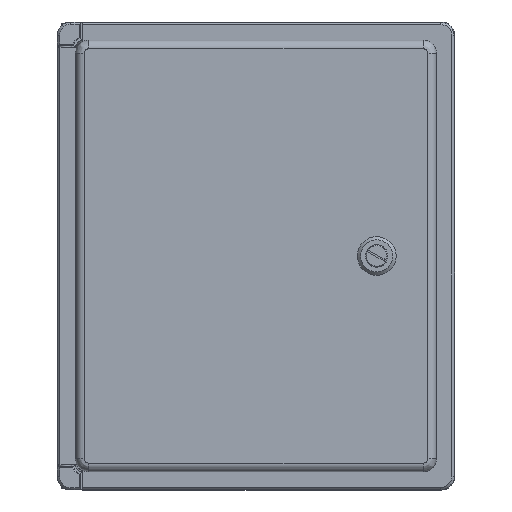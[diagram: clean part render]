
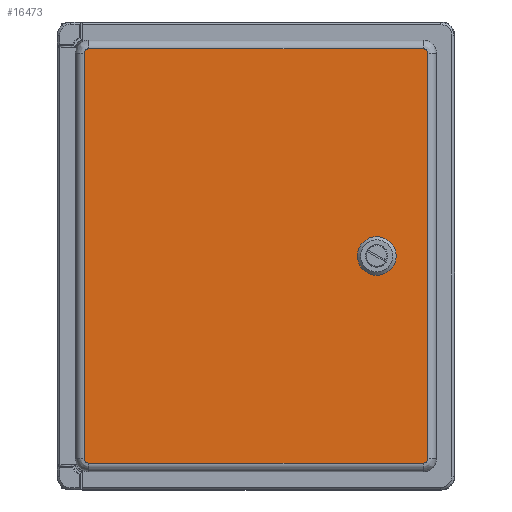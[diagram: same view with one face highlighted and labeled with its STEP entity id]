
A CAD part, top view. The second image highlights one B-rep face of the part: STEP entity #16473.
In plain terms, the highlighted planar face has unit normal (0, 0, 1).
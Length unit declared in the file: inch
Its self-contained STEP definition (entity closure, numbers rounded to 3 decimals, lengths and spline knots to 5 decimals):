
#764=FACE_BOUND($,#5838,.T.);
#1067=PLANE($,#18251);
#1948=LINE($,#33517,#3200);
#1952=LINE($,#33529,#3204);
#1956=LINE($,#33541,#3208);
#1960=LINE($,#33553,#3212);
#2053=LINE($,#33939,#3305);
#2055=LINE($,#33974,#3307);
#2057=LINE($,#33978,#3309);
#2058=LINE($,#34009,#3310);
#3200=VECTOR($,#22061,0.40582);
#3204=VECTOR($,#22073,0.40582);
#3208=VECTOR($,#22085,0.40582);
#3212=VECTOR($,#22097,0.40582);
#3305=VECTOR($,#22436,9.45704);
#3307=VECTOR($,#22456,11.45704);
#3309=VECTOR($,#22460,11.45704);
#3310=VECTOR($,#22477,9.45704);
#4712=FACE_OUTER_BOUND($,#5837,.T.);
#5837=EDGE_LOOP($,(#14155,#14156,#14157,#14158,#14159,#14160,#14161,#14162));
#5838=EDGE_LOOP($,(#14163,#14164,#14165,#14166,#14167,#14168,#14169,#14170));
#6790=CIRCLE($,#18100,0.44291);
#6792=CIRCLE($,#18104,0.44291);
#6794=CIRCLE($,#18108,0.44291);
#6796=CIRCLE($,#18112,0.44291);
#6849=CIRCLE($,#18235,0.12012);
#6851=CIRCLE($,#18237,0.12012);
#6857=CIRCLE($,#18245,0.12012);
#6859=CIRCLE($,#18247,0.12012);
#8021=VERTEX_POINT($,#33514);
#8022=VERTEX_POINT($,#33516);
#8024=VERTEX_POINT($,#33522);
#8026=VERTEX_POINT($,#33528);
#8028=VERTEX_POINT($,#33534);
#8030=VERTEX_POINT($,#33540);
#8032=VERTEX_POINT($,#33546);
#8034=VERTEX_POINT($,#33552);
#8143=VERTEX_POINT($,#33936);
#8144=VERTEX_POINT($,#33938);
#8147=VERTEX_POINT($,#33953);
#8148=VERTEX_POINT($,#33966);
#8150=VERTEX_POINT($,#33972);
#8151=VERTEX_POINT($,#33977);
#8153=VERTEX_POINT($,#33990);
#8154=VERTEX_POINT($,#34003);
#10042=EDGE_CURVE($,#8022,#8021,#1948,.T.);
#10045=EDGE_CURVE($,#8024,#8022,#6790,.T.);
#10048=EDGE_CURVE($,#8026,#8024,#1952,.T.);
#10051=EDGE_CURVE($,#8028,#8026,#6792,.T.);
#10054=EDGE_CURVE($,#8030,#8028,#1956,.T.);
#10057=EDGE_CURVE($,#8032,#8030,#6794,.T.);
#10060=EDGE_CURVE($,#8034,#8032,#1960,.T.);
#10063=EDGE_CURVE($,#8021,#8034,#6796,.T.);
#10227=EDGE_CURVE($,#8143,#8144,#2053,.T.);
#10231=EDGE_CURVE($,#8147,#8143,#6849,.T.);
#10233=EDGE_CURVE($,#8144,#8148,#6851,.T.);
#10237=EDGE_CURVE($,#8150,#8147,#2055,.T.);
#10239=EDGE_CURVE($,#8148,#8151,#2057,.T.);
#10242=EDGE_CURVE($,#8153,#8150,#6857,.T.);
#10244=EDGE_CURVE($,#8151,#8154,#6859,.T.);
#10247=EDGE_CURVE($,#8154,#8153,#2058,.T.);
#14155=ORIENTED_EDGE($,*,*,#10227,.F.);
#14156=ORIENTED_EDGE($,*,*,#10231,.F.);
#14157=ORIENTED_EDGE($,*,*,#10237,.F.);
#14158=ORIENTED_EDGE($,*,*,#10242,.F.);
#14159=ORIENTED_EDGE($,*,*,#10247,.F.);
#14160=ORIENTED_EDGE($,*,*,#10244,.F.);
#14161=ORIENTED_EDGE($,*,*,#10239,.F.);
#14162=ORIENTED_EDGE($,*,*,#10233,.F.);
#14163=ORIENTED_EDGE($,*,*,#10054,.T.);
#14164=ORIENTED_EDGE($,*,*,#10051,.T.);
#14165=ORIENTED_EDGE($,*,*,#10048,.T.);
#14166=ORIENTED_EDGE($,*,*,#10045,.T.);
#14167=ORIENTED_EDGE($,*,*,#10042,.T.);
#14168=ORIENTED_EDGE($,*,*,#10063,.T.);
#14169=ORIENTED_EDGE($,*,*,#10060,.T.);
#14170=ORIENTED_EDGE($,*,*,#10057,.T.);
#16473=ADVANCED_FACE($,(#4712,#764),#1067,.T.);
#18100=AXIS2_PLACEMENT_3D($,#33523,#22067,#22068);
#18104=AXIS2_PLACEMENT_3D($,#33535,#22079,#22080);
#18108=AXIS2_PLACEMENT_3D($,#33547,#22091,#22092);
#18112=AXIS2_PLACEMENT_3D($,#33557,#22103,#22104);
#18235=AXIS2_PLACEMENT_3D($,#33955,#22442,#22443);
#18237=AXIS2_PLACEMENT_3D($,#33967,#22446,#22447);
#18245=AXIS2_PLACEMENT_3D($,#33992,#22465,#22466);
#18247=AXIS2_PLACEMENT_3D($,#34004,#22469,#22470);
#18251=AXIS2_PLACEMENT_3D($,#34011,#22479,#22480);
#22061=DIRECTION($,(-1.,0.,0.));
#22067=DIRECTION('center_axis',(0.,0.,-1.));
#22068=DIRECTION('ref_axis',(-0.458,0.889,0.));
#22073=DIRECTION($,(0.,-1.,0.));
#22079=DIRECTION('center_axis',(0.,0.,-1.));
#22080=DIRECTION('ref_axis',(-0.889,-0.458,0.));
#22085=DIRECTION($,(1.,0.,0.));
#22091=DIRECTION('center_axis',(0.,0.,-1.));
#22092=DIRECTION('ref_axis',(0.458,-0.889,0.));
#22097=DIRECTION($,(0.,1.,0.));
#22103=DIRECTION('center_axis',(0.,0.,-1.));
#22104=DIRECTION('ref_axis',(0.889,0.458,0.));
#22436=DIRECTION($,(-1.,0.,0.));
#22442=DIRECTION('center_axis',(0.,0.,-1.));
#22443=DIRECTION('ref_axis',(0.707,-0.707,0.));
#22446=DIRECTION('center_axis',(0.,0.,-1.));
#22447=DIRECTION('ref_axis',(-0.707,-0.707,0.));
#22456=DIRECTION($,(0.,-1.,0.));
#22460=DIRECTION($,(0.,1.,0.));
#22465=DIRECTION('center_axis',(0.,0.,-1.));
#22466=DIRECTION('ref_axis',(0.707,0.707,0.));
#22469=DIRECTION('center_axis',(0.,0.,-1.));
#22470=DIRECTION('ref_axis',(-0.707,0.707,0.));
#22477=DIRECTION($,(1.,0.,0.));
#22479=DIRECTION('center_axis',(0.,0.,1.));
#22480=DIRECTION('ref_axis',(1.,0.,0.));
#33514=CARTESIAN_POINT('',(3.20913,-0.3937,1.));
#33516=CARTESIAN_POINT('',(3.61495,-0.3937,1.));
#33517=CARTESIAN_POINT($,(3.61495,-0.3937,1.));
#33522=CARTESIAN_POINT('',(3.80574,-0.20291,1.));
#33523=CARTESIAN_POINT('Origin',(3.41204,0.,1.));
#33528=CARTESIAN_POINT('',(3.80574,0.20291,1.));
#33529=CARTESIAN_POINT($,(3.80574,0.20291,1.));
#33534=CARTESIAN_POINT('',(3.61495,0.3937,1.));
#33535=CARTESIAN_POINT('Origin',(3.41204,0.,1.));
#33540=CARTESIAN_POINT('',(3.20913,0.3937,1.));
#33541=CARTESIAN_POINT($,(3.20913,0.3937,1.));
#33546=CARTESIAN_POINT('',(3.01834,0.20291,1.));
#33547=CARTESIAN_POINT('Origin',(3.41204,0.,1.));
#33552=CARTESIAN_POINT('',(3.01834,-0.20291,1.));
#33553=CARTESIAN_POINT($,(3.01834,-0.20291,1.));
#33557=CARTESIAN_POINT('Origin',(3.41204,0.,1.));
#33936=CARTESIAN_POINT('',(4.72852,-5.84863,1.));
#33938=CARTESIAN_POINT('',(-4.72852,-5.84863,1.));
#33939=CARTESIAN_POINT($,(4.72852,-5.84863,1.));
#33953=CARTESIAN_POINT('',(4.84863,-5.72852,1.));
#33955=CARTESIAN_POINT('Origin',(4.72852,-5.72852,1.));
#33966=CARTESIAN_POINT('',(-4.84863,-5.72852,1.));
#33967=CARTESIAN_POINT('Origin',(-4.72852,-5.72852,1.));
#33972=CARTESIAN_POINT('',(4.84863,5.72852,1.));
#33974=CARTESIAN_POINT($,(4.84863,5.72852,1.));
#33977=CARTESIAN_POINT('',(-4.84863,5.72852,1.));
#33978=CARTESIAN_POINT($,(-4.84863,-5.72852,1.));
#33990=CARTESIAN_POINT('',(4.72852,5.84863,1.));
#33992=CARTESIAN_POINT('Origin',(4.72852,5.72852,1.));
#34003=CARTESIAN_POINT('',(-4.72852,5.84863,1.));
#34004=CARTESIAN_POINT('Origin',(-4.72852,5.72852,1.));
#34009=CARTESIAN_POINT($,(-4.72852,5.84863,1.));
#34011=CARTESIAN_POINT('Origin',(0.,0.,1.));
